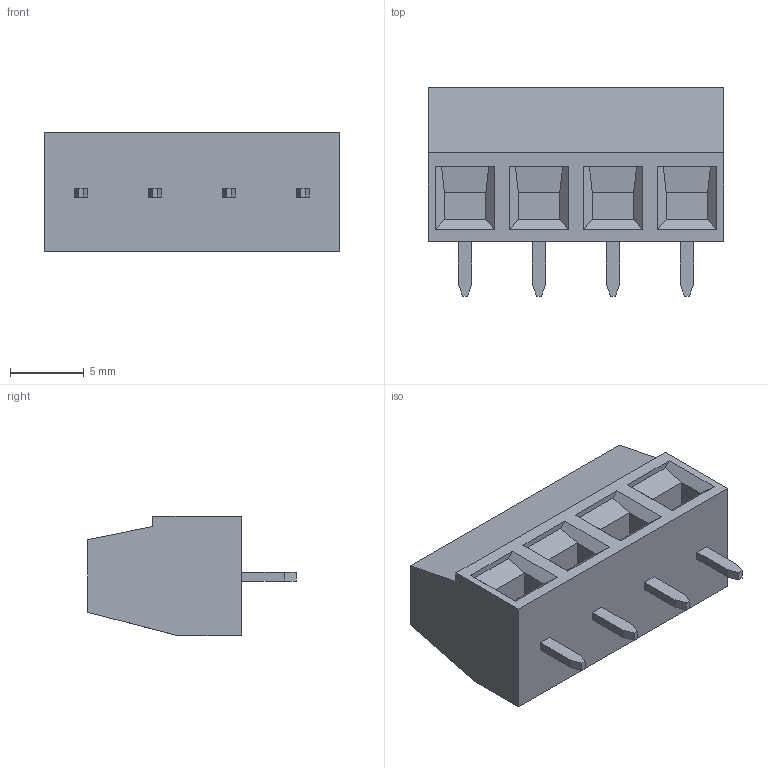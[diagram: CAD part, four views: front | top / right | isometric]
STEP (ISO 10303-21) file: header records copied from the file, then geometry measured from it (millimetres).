
FILE_DESCRIPTION (( 'STEP AP214' ), '1' );
FILE_NAME ('DG127-THR-5.0-04P-4Y-80AH.STEP', '2021-01-03T00:35:48', ( '' ), ( '' ), 'SwSTEP 2.0', 'SolidWorks 2020', '' );
FILE_SCHEMA (( 'AUTOMOTIVE_DESIGN' ));
Length unit declared in the file: millimetre
Products named in the file (1): DG127-THR-5.0-04P-4Y-80AH
Bounding box: 20 x 14.1 x 8.1 mm (x, y, z)
Volume: 1299.6 mm3; surface area: 1259.5 mm2
Topology: 1 solids, 1 shells, 473 faces, 1252 edges, 828 vertices
Faces by surface type: plane 314, bspline 131, cylinder 16, torus 12
Entity records: 25402 total; most frequent: CARTESIAN_POINT 10149, ORIENTED_EDGE 2504, DIRECTION 1700, EDGE_CURVE 1252, VECTOR 886, LINE 886, VERTEX_POINT 828, EDGE_LOOP 520
